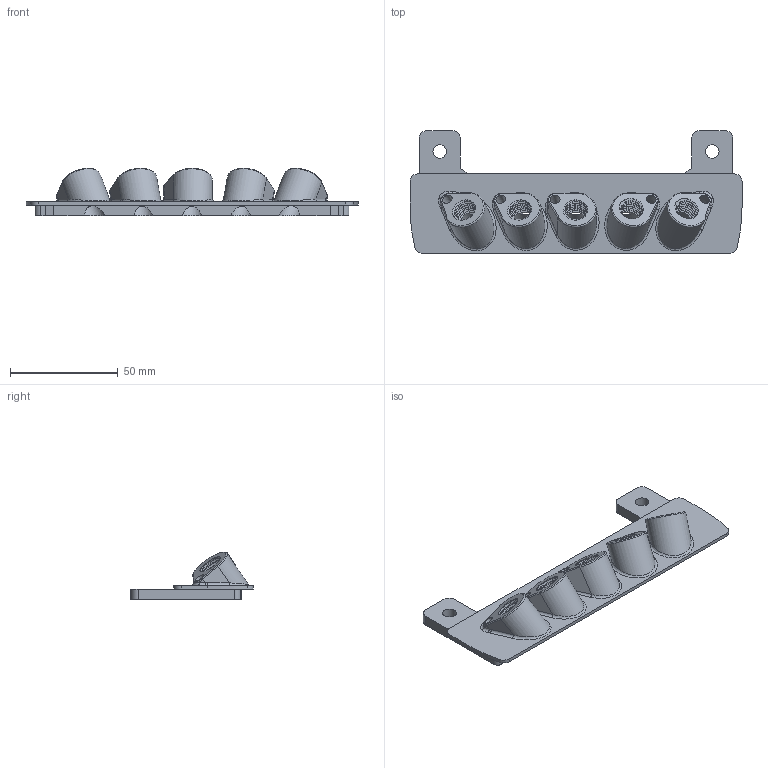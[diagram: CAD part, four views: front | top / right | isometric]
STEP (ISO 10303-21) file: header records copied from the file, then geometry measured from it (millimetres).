
FILE_DESCRIPTION(('Open CASCADE Model'),'2;1');
FILE_NAME('Open CASCADE Shape Model','2024-08-25T12:22:43',('Author'),( 'Open CASCADE'),'Open CASCADE STEP processor 7.7','Open CASCADE 7.7' ,'Unknown');
FILE_SCHEMA(('AUTOMOTIVE_DESIGN { 1 0 10303 214 1 1 1 1 }'));
Products named in the file (1): Open CASCADE STEP translator 7.7 14
Bounding box: 154 x 56.8 x 22.09 mm (x, y, z)
Volume: 43191.9 mm3; surface area: 23732.2 mm2
Topology: 1 solids, 1 shells, 257 faces, 660 edges, 417 vertices
Faces by surface type: plane 100, cylinder 91, bspline 46, torus 20
Full cylindrical faces by diameter (mm): 4.7 x7, 6.3 x2, 10.576 x35
Entity records: 46631 total; most frequent: CARTESIAN_POINT 34451, DIRECTION 1923, ORIENTED_EDGE 1320, PCURVE 1320, DEFINITIONAL_REPRESENTATION 1320, LINE 1135, VECTOR 1135, EDGE_CURVE 660
